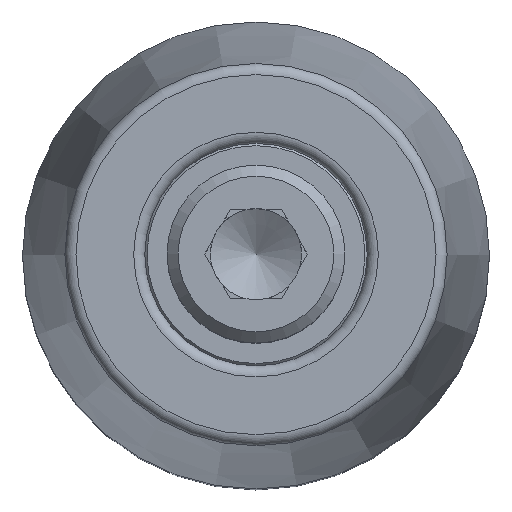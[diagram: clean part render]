
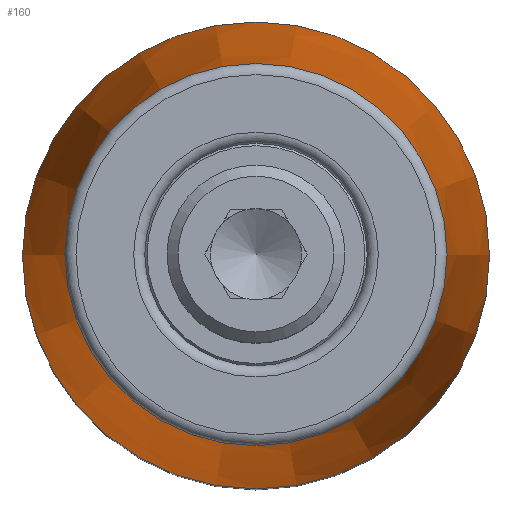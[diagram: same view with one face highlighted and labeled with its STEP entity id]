
A CAD part, top view. The second image highlights one B-rep face of the part: STEP entity #160.
In plain terms, the highlighted conical face has half-angle 4.941 degrees and reference radius 10.5 mm.
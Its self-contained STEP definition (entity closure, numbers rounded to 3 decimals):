
#160 = ADVANCED_FACE( '', ( #347, #348 ), #349, .T. );
#347 = FACE_BOUND( '', #544, .T. );
#348 = FACE_OUTER_BOUND( '', #545, .T. );
#349 = CONICAL_SURFACE( '', #546, 10.5, 0.086 );
#544 = EDGE_LOOP( '', ( #921 ) );
#545 = EDGE_LOOP( '', ( #922 ) );
#546 = AXIS2_PLACEMENT_3D( '', #923, #924, #925 );
#921 = ORIENTED_EDGE( '', *, *, #1151, .T. );
#922 = ORIENTED_EDGE( '', *, *, #1109, .T. );
#923 = CARTESIAN_POINT( '', ( 0., 0., 27.5 ) );
#924 = DIRECTION( '', ( 0., 0., -1. ) );
#925 = DIRECTION( '', ( -1., 0., 0. ) );
#1109 = EDGE_CURVE( '', #1330, #1330, #1331, .T. );
#1151 = EDGE_CURVE( '', #1383, #1383, #1384, .F. );
#1330 = VERTEX_POINT( '', #1619 );
#1331 = CIRCLE( '', #1620, 10.5 );
#1383 = VERTEX_POINT( '', #1686 );
#1384 = CIRCLE( '', #1687, 8.594 );
#1619 = CARTESIAN_POINT( '', ( 10.5, 0., 27.5 ) );
#1620 = AXIS2_PLACEMENT_3D( '', #1852, #1853, #1854 );
#1686 = CARTESIAN_POINT( '', ( 8.594, 0., 49.543 ) );
#1687 = AXIS2_PLACEMENT_3D( '', #1887, #1888, #1889 );
#1852 = CARTESIAN_POINT( '', ( 0., 0., 27.5 ) );
#1853 = DIRECTION( '', ( 0., 0., 1. ) );
#1854 = DIRECTION( '', ( 1., 0., 0. ) );
#1887 = CARTESIAN_POINT( '', ( 0., 0., 49.543 ) );
#1888 = DIRECTION( '', ( 0., 0., 1. ) );
#1889 = DIRECTION( '', ( 1., 0., 0. ) );
